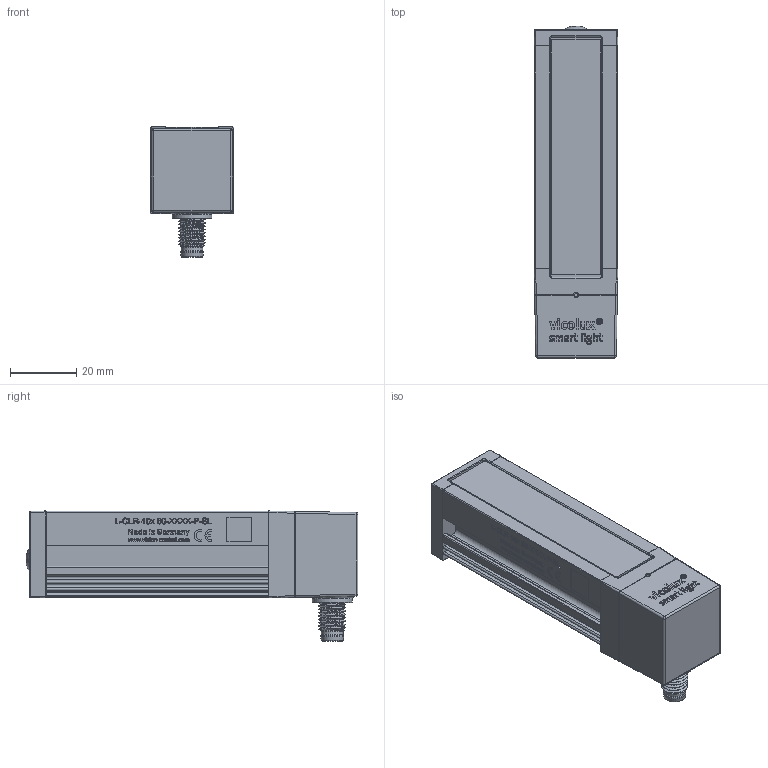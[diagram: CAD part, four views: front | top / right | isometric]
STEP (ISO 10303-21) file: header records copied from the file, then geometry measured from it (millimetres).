
FILE_DESCRIPTION(/* description */ ('>>BEZEICHNUNG<<'),/* implementation_level */ '2;1');
FILE_NAME(/* name */ 'vicolux_L-CLR-10x60.stp',/* time_stamp */ '2016-09-01T13:57:51+02:00',/* author */ ('REGENSPURG'),/* organization */ ('Vision & Control'),/* preprocessor_version */ 'ST-DEVELOPER v16.1',/* originating_system */ 'Autodesk Inventor 2016',/* authorisation */ '');
FILE_SCHEMA (('AUTOMOTIVE_DESIGN { 1 0 10303 214 3 1 1 }'));
Products named in the file (1): vicolux_L-CLR-10x60
Bounding box: 25.2 x 100.04 x 39.2 mm (x, y, z)
Volume: 52073.4 mm3; surface area: 20074.1 mm2
Topology: 1 solids, 1 shells, 1637 faces, 4376 edges, 2881 vertices
Faces by surface type: plane 867, bspline 583, cylinder 136, cone 30, sphere 13, torus 8
Full cylindrical faces by diameter (mm): 1 x5, 5.7 x1, 6 x1, 6.5 x1, 6.9 x1, 12 x1
Entity records: 68986 total; most frequent: CARTESIAN_POINT 30347, ORIENTED_EDGE 8674, DIRECTION 5624, EDGE_CURVE 4337, VERTEX_POINT 2875, LINE 2798, VECTOR 2798, EDGE_LOOP 1810
